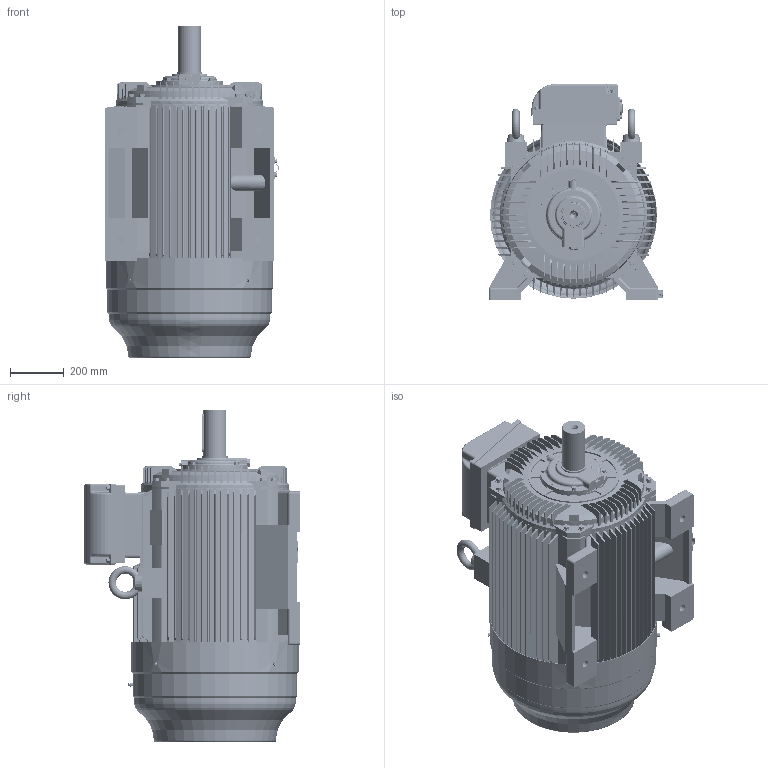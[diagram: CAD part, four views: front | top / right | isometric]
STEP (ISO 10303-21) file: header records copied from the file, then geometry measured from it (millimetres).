
FILE_DESCRIPTION (( 'STEP AP203' ), '1' );
FILE_NAME ('SWE315S-468-B3.STEP', '2015-03-17T10:42:51', ( 'Sky123.Org' ), ( 'Sky123.Org' ), 'SwSTEP 2.0', 'SolidWorks 2012', '' );
FILE_SCHEMA (( 'CONFIG_CONTROL_DESIGN' ));
Length unit declared in the file: millimetre
Products named in the file (32): SWE315S-468-B3; YOUFENG-95x113x10; M8X12-WLJ-5784; M12X60-WLJ-5784; 12-TD-93-1987; 12-DP-97.1; M10X90-WLJ-5784; 22X140-PJ-1096-2003; SWE315-JXH; 16X1.5MENGAI; 63X1.5MENGAI; M8X16-WLJ-5784; 8-TD-93-1987; 8-DP-97.1; M10X30-WLJ-5784; 10-TD-93-1987; 10-DP-97.1; SWE250-315JXHGDB; 錨璃2; 錨璃3; mp; 14-205-YOUGUAN; 諉華; M36裂遠; wai鞠褒 M20; M10蚐戚; 粣-468(85-170-22); we315-4-10fengzhao; WY315-zhouchengwaigai-4-10; WY315-b3-hougai-4-10; WY315-b3qiangai-4-10; B3-S
Assembly tree (140 placements, depth 3):
  SWE315S-468-B3
    B3-S
    WY315-b3qiangai-4-10
    WY315-b3-hougai-4-10
    WY315-zhouchengwaigai-4-10  x2
    we315-4-10fengzhao
    粣-468(85-170-22)
    M10蚐戚  x2
    wai鞠褒 M20  x2
    M36裂遠  x2
    諉華
    14-205-YOUGUAN
    mp  x2
    SWE315-JXH
      錨璃3
      錨璃2
      SWE250-315JXHGDB
      10-DP-97.1  x4
      10-TD-93-1987  x4
      M10X30-WLJ-5784  x4
      8-DP-97.1  x4
      8-TD-93-1987  x4
      M8X16-WLJ-5784  x4
      63X1.5MENGAI  x2
      16X1.5MENGAI
    22X140-PJ-1096-2003
    10-DP-97.1  x8
    10-TD-93-1987  x8
    M10X90-WLJ-5784  x8
    12-DP-97.1  x16
    12-TD-93-1987  x16
    M12X60-WLJ-5784  x16
    8-DP-97.1  x6
    8-TD-93-1987  x6
    M8X16-WLJ-5784  x4
    M8X12-WLJ-5784  x2
    YOUFENG-95x113x10
Bounding box: 646 x 800 x 1230.98 mm (x, y, z)
Volume: 225237473.2 mm3; surface area: 9041874.6 mm2
Topology: 139 solids, 139 shells, 6930 faces, 18041 edges, 11487 vertices
Faces by surface type: cylinder 3229, plane 1505, cone 952, torus 490, bspline 410, sphere 344
Entity records: 164230 total; most frequent: CARTESIAN_POINT 71189, ORIENTED_EDGE 19450, DIRECTION 17052, EDGE_CURVE 9725, AXIS2_PLACEMENT_3D 7213, VERTEX_POINT 6086, EDGE_LOOP 3963, FACE_OUTER_BOUND 3792
